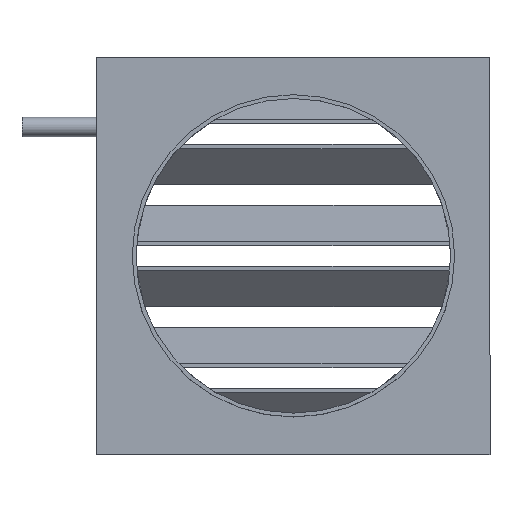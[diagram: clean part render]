
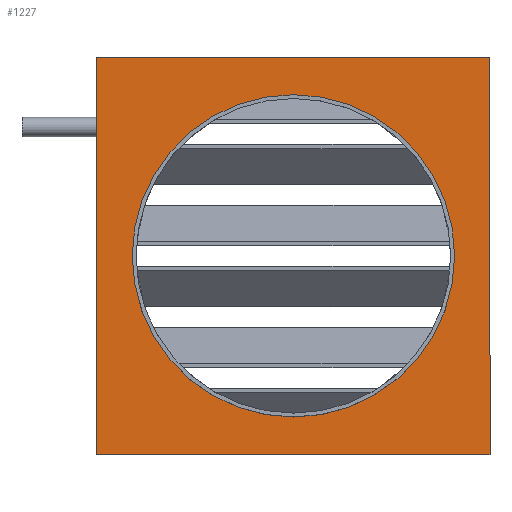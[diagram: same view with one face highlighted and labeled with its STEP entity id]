
A CAD part, top view. The second image highlights one B-rep face of the part: STEP entity #1227.
In plain terms, the highlighted planar face has unit normal (0, 0, 1).
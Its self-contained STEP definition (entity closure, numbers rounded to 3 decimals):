
#19 = AXIS2_PLACEMENT_3D ( 'NONE', #1118, #726, #174 ) ;
#48 = VERTEX_POINT ( 'NONE', #665 ) ;
#88 = LINE ( 'NONE', #1089, #263 ) ;
#97 = VECTOR ( 'NONE', #393, 1000. ) ;
#114 = VERTEX_POINT ( 'NONE', #1151 ) ;
#149 = CARTESIAN_POINT ( 'NONE',  ( -152.5, -154., 34.5 ) ) ;
#173 = VERTEX_POINT ( 'NONE', #532 ) ;
#174 = DIRECTION ( 'NONE',  ( 1., 0., 0. ) ) ;
#195 = EDGE_CURVE ( 'NONE', #48, #1107, #88, .T. ) ;
#213 = EDGE_CURVE ( 'NONE', #1107, #1176, #714, .T. ) ;
#239 = DIRECTION ( 'NONE',  ( 0., -1., 0. ) ) ;
#248 = DIRECTION ( 'NONE',  ( 1., 0., 0. ) ) ;
#263 = VECTOR ( 'NONE', #239, 1000. ) ;
#271 = PLANE ( 'NONE',  #19 ) ;
#303 = AXIS2_PLACEMENT_3D ( 'NONE', #1037, #490, #1144 ) ;
#352 = EDGE_CURVE ( 'NONE', #114, #173, #1082, .T. ) ;
#366 = LINE ( 'NONE', #742, #807 ) ;
#393 = DIRECTION ( 'NONE',  ( 0., 1., 0. ) ) ;
#394 = FACE_BOUND ( 'NONE', #1068, .T. ) ;
#490 = DIRECTION ( 'NONE',  ( 0., 0., 1. ) ) ;
#508 = AXIS2_PLACEMENT_3D ( 'NONE', #548, #1207, #627 ) ;
#524 = VERTEX_POINT ( 'NONE', #674 ) ;
#532 = CARTESIAN_POINT ( 'NONE',  ( -125., 0., 34.5 ) ) ;
#548 = CARTESIAN_POINT ( 'NONE',  ( 0., 0., 34.5 ) ) ;
#602 = LINE ( 'NONE', #930, #97 ) ;
#627 = DIRECTION ( 'NONE',  ( 1., 0., 0. ) ) ;
#628 = FACE_OUTER_BOUND ( 'NONE', #1020, .T. ) ;
#665 = CARTESIAN_POINT ( 'NONE',  ( -152.5, 154., 34.5 ) ) ;
#674 = CARTESIAN_POINT ( 'NONE',  ( 152.5, 154., 34.5 ) ) ;
#710 = CARTESIAN_POINT ( 'NONE',  ( 152.5, -154., 34.5 ) ) ;
#714 = LINE ( 'NONE', #149, #1240 ) ;
#726 = DIRECTION ( 'NONE',  ( 0., 0., 1. ) ) ;
#736 = CIRCLE ( 'NONE', #508, 125. ) ;
#738 = ORIENTED_EDGE ( 'NONE', *, *, #352, .F. ) ;
#742 = CARTESIAN_POINT ( 'NONE',  ( -152.5, 154., 34.5 ) ) ;
#804 = ORIENTED_EDGE ( 'NONE', *, *, #1153, .F. ) ;
#807 = VECTOR ( 'NONE', #1239, 1000. ) ;
#851 = ORIENTED_EDGE ( 'NONE', *, *, #195, .T. ) ;
#883 = CARTESIAN_POINT ( 'NONE',  ( -152.5, -154., 34.5 ) ) ;
#930 = CARTESIAN_POINT ( 'NONE',  ( 152.5, 154., 34.5 ) ) ;
#939 = ORIENTED_EDGE ( 'NONE', *, *, #213, .T. ) ;
#974 = EDGE_CURVE ( 'NONE', #1176, #524, #602, .T. ) ;
#981 = EDGE_CURVE ( 'NONE', #524, #48, #366, .T. ) ;
#1020 = EDGE_LOOP ( 'NONE', ( #851, #939, #1124, #1205 ) ) ;
#1037 = CARTESIAN_POINT ( 'NONE',  ( 0., 0., 34.5 ) ) ;
#1068 = EDGE_LOOP ( 'NONE', ( #738, #804 ) ) ;
#1082 = CIRCLE ( 'NONE', #303, 125. ) ;
#1089 = CARTESIAN_POINT ( 'NONE',  ( -152.5, 154., 34.5 ) ) ;
#1107 = VERTEX_POINT ( 'NONE', #883 ) ;
#1118 = CARTESIAN_POINT ( 'NONE',  ( 0., 0., 34.5 ) ) ;
#1124 = ORIENTED_EDGE ( 'NONE', *, *, #974, .T. ) ;
#1144 = DIRECTION ( 'NONE',  ( 1., 0., 0. ) ) ;
#1151 = CARTESIAN_POINT ( 'NONE',  ( 125., 0., 34.5 ) ) ;
#1153 = EDGE_CURVE ( 'NONE', #173, #114, #736, .T. ) ;
#1176 = VERTEX_POINT ( 'NONE', #710 ) ;
#1205 = ORIENTED_EDGE ( 'NONE', *, *, #981, .T. ) ;
#1207 = DIRECTION ( 'NONE',  ( 0., 0., 1. ) ) ;
#1227 = ADVANCED_FACE ( 'NONE', ( #628, #394 ), #271, .T. ) ;
#1239 = DIRECTION ( 'NONE',  ( -1., 0., 0. ) ) ;
#1240 = VECTOR ( 'NONE', #248, 1000. ) ;
